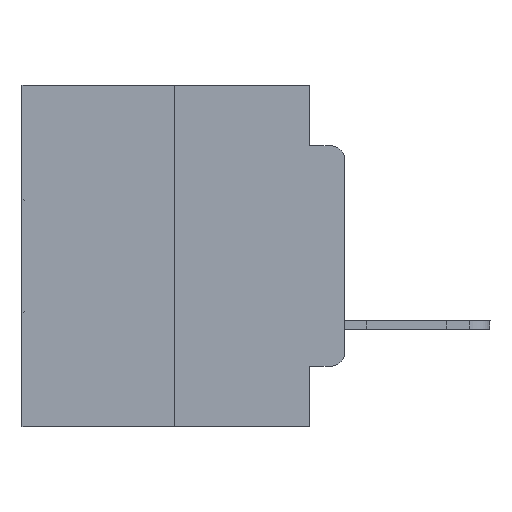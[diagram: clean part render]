
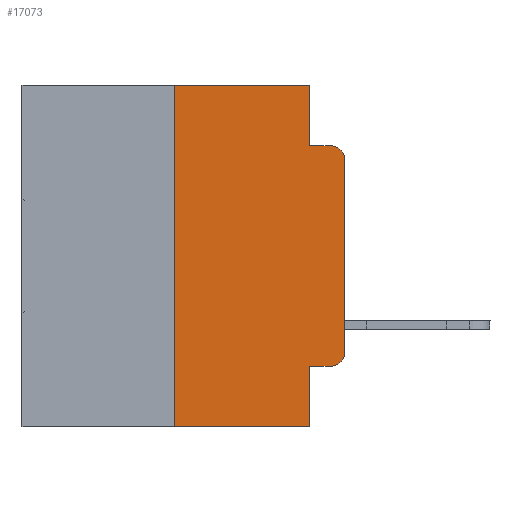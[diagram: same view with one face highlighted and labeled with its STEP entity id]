
A CAD part, left-side view. The second image highlights one B-rep face of the part: STEP entity #17073.
In plain terms, the highlighted planar face has unit normal (-1, 0, 0).
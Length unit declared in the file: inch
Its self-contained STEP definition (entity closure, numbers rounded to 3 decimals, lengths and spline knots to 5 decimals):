
#186 = CARTESIAN_POINT ( 'NONE',  ( 0., 0.02, -0.0885 ) ) ;
#298 = EDGE_CURVE ( 'NONE', #27906, #28428, #9587, .T. ) ;
#380 = CARTESIAN_POINT ( 'NONE',  ( 0., 0., 0. ) ) ;
#693 = VERTEX_POINT ( 'NONE', #13962 ) ;
#895 = ORIENTED_EDGE ( 'NONE', *, *, #16257, .T. ) ;
#1108 = CARTESIAN_POINT ( 'NONE',  ( 0., 0.25, 0. ) ) ;
#1231 = CARTESIAN_POINT ( 'NONE',  ( 0., 0.051, -0.5 ) ) ;
#2704 = LINE ( 'NONE', #9234, #15965 ) ;
#2779 = ORIENTED_EDGE ( 'NONE', *, *, #25563, .F. ) ;
#3114 = VECTOR ( 'NONE', #29158, 39.37008 ) ;
#3408 = PLANE ( 'NONE',  #13765 ) ;
#3694 = EDGE_CURVE ( 'NONE', #5780, #20825, #22999, .T. ) ;
#4274 = ORIENTED_EDGE ( 'NONE', *, *, #29401, .T. ) ;
#4375 = CARTESIAN_POINT ( 'NONE',  ( 0., 0.25, -0.5 ) ) ;
#5780 = VERTEX_POINT ( 'NONE', #11262 ) ;
#6996 = EDGE_CURVE ( 'NONE', #26325, #16206, #10938, .T. ) ;
#8243 = CARTESIAN_POINT ( 'NONE',  ( 0., 0.051, -0.0885 ) ) ;
#9030 = CARTESIAN_POINT ( 'NONE',  ( 0., 0.051, 0. ) ) ;
#9234 = CARTESIAN_POINT ( 'NONE',  ( 0., 0.051, -0.4115 ) ) ;
#9587 = LINE ( 'NONE', #12196, #3114 ) ;
#10516 = CARTESIAN_POINT ( 'NONE',  ( 0., 0.02, -0.1085 ) ) ;
#10541 = ORIENTED_EDGE ( 'NONE', *, *, #298, .F. ) ;
#10632 = VECTOR ( 'NONE', #19805, 39.37008 ) ;
#10727 = CARTESIAN_POINT ( 'NONE',  ( 0., 0.473, 0. ) ) ;
#10938 = CIRCLE ( 'NONE', #26791, 0.02 ) ;
#11147 = EDGE_CURVE ( 'NONE', #28428, #16206, #26949, .T. ) ;
#11262 = CARTESIAN_POINT ( 'NONE',  ( 0., 0.051, -0.4115 ) ) ;
#11905 = VECTOR ( 'NONE', #31113, 39.37008 ) ;
#12196 = CARTESIAN_POINT ( 'NONE',  ( 0., 0.051, 0. ) ) ;
#13621 = EDGE_CURVE ( 'NONE', #23190, #27906, #25738, .T. ) ;
#13642 = DIRECTION ( 'NONE',  ( 0., -1., 0. ) ) ;
#13764 = LINE ( 'NONE', #25446, #11905 ) ;
#13765 = AXIS2_PLACEMENT_3D ( 'NONE', #10727, #30201, #23439 ) ;
#13962 = CARTESIAN_POINT ( 'NONE',  ( 0., 0.02, -0.4115 ) ) ;
#14701 = CARTESIAN_POINT ( 'NONE',  ( 0., 0., -0.3915 ) ) ;
#15034 = DIRECTION ( 'NONE',  ( 0., 0., -1. ) ) ;
#15965 = VECTOR ( 'NONE', #30835, 39.37008 ) ;
#16206 = VERTEX_POINT ( 'NONE', #186 ) ;
#16257 = EDGE_CURVE ( 'NONE', #17386, #26325, #16393, .T. ) ;
#16393 = LINE ( 'NONE', #380, #26676 ) ;
#16962 = ORIENTED_EDGE ( 'NONE', *, *, #13621, .F. ) ;
#17073 = ADVANCED_FACE ( 'NONE', ( #24727 ), #3408, .F. ) ;
#17291 = DIRECTION ( 'NONE',  ( 0., 0., 1. ) ) ;
#17386 = VERTEX_POINT ( 'NONE', #14701 ) ;
#18100 = EDGE_LOOP ( 'NONE', ( #895, #23049, #19421, #10541, #16962, #2779, #23831, #19403, #31125, #4274 ) ) ;
#19403 = ORIENTED_EDGE ( 'NONE', *, *, #3694, .F. ) ;
#19421 = ORIENTED_EDGE ( 'NONE', *, *, #11147, .F. ) ;
#19805 = DIRECTION ( 'NONE',  ( 0., 0., 1. ) ) ;
#20825 = VERTEX_POINT ( 'NONE', #1231 ) ;
#20868 = CARTESIAN_POINT ( 'NONE',  ( 0., 0.051, 0. ) ) ;
#21186 = CARTESIAN_POINT ( 'NONE',  ( 0., 0., -0.1085 ) ) ;
#21262 = DIRECTION ( 'NONE',  ( 0., 0., -1. ) ) ;
#21475 = CARTESIAN_POINT ( 'NONE',  ( 0., 0.02, -0.3915 ) ) ;
#21706 = AXIS2_PLACEMENT_3D ( 'NONE', #21475, #31128, #21262 ) ;
#21807 = CIRCLE ( 'NONE', #21706, 0.02 ) ;
#22916 = EDGE_CURVE ( 'NONE', #25235, #20825, #13764, .T. ) ;
#22999 = LINE ( 'NONE', #9030, #28705 ) ;
#23049 = ORIENTED_EDGE ( 'NONE', *, *, #6996, .T. ) ;
#23190 = VERTEX_POINT ( 'NONE', #1108 ) ;
#23439 = DIRECTION ( 'NONE',  ( 0., 0., -1. ) ) ;
#23831 = ORIENTED_EDGE ( 'NONE', *, *, #22916, .T. ) ;
#24030 = EDGE_CURVE ( 'NONE', #5780, #693, #2704, .T. ) ;
#24727 = FACE_OUTER_BOUND ( 'NONE', #18100, .T. ) ;
#25127 = DIRECTION ( 'NONE',  ( -1., 0., 0. ) ) ;
#25235 = VERTEX_POINT ( 'NONE', #4375 ) ;
#25446 = CARTESIAN_POINT ( 'NONE',  ( 0., 0.473, -0.5 ) ) ;
#25563 = EDGE_CURVE ( 'NONE', #25235, #23190, #30723, .T. ) ;
#25657 = DIRECTION ( 'NONE',  ( 0., 0., -1. ) ) ;
#25738 = LINE ( 'NONE', #30286, #28839 ) ;
#26325 = VERTEX_POINT ( 'NONE', #21186 ) ;
#26676 = VECTOR ( 'NONE', #17291, 39.37008 ) ;
#26791 = AXIS2_PLACEMENT_3D ( 'NONE', #10516, #25127, #15034 ) ;
#26949 = LINE ( 'NONE', #8243, #29237 ) ;
#27240 = DIRECTION ( 'NONE',  ( 0., -1., 0. ) ) ;
#27542 = CARTESIAN_POINT ( 'NONE',  ( 0., 0.051, -0.0885 ) ) ;
#27906 = VERTEX_POINT ( 'NONE', #20868 ) ;
#28428 = VERTEX_POINT ( 'NONE', #27542 ) ;
#28705 = VECTOR ( 'NONE', #25657, 39.37008 ) ;
#28839 = VECTOR ( 'NONE', #13642, 39.37008 ) ;
#29158 = DIRECTION ( 'NONE',  ( 0., 0., -1. ) ) ;
#29237 = VECTOR ( 'NONE', #27240, 39.37008 ) ;
#29401 = EDGE_CURVE ( 'NONE', #693, #17386, #21807, .T. ) ;
#29488 = CARTESIAN_POINT ( 'NONE',  ( 0., 0.25, 0. ) ) ;
#30201 = DIRECTION ( 'NONE',  ( 1., 0., 0. ) ) ;
#30286 = CARTESIAN_POINT ( 'NONE',  ( 0., 0.473, 0. ) ) ;
#30723 = LINE ( 'NONE', #29488, #10632 ) ;
#30835 = DIRECTION ( 'NONE',  ( 0., -1., 0. ) ) ;
#31113 = DIRECTION ( 'NONE',  ( 0., -1., 0. ) ) ;
#31125 = ORIENTED_EDGE ( 'NONE', *, *, #24030, .T. ) ;
#31128 = DIRECTION ( 'NONE',  ( -1., 0., 0. ) ) ;
